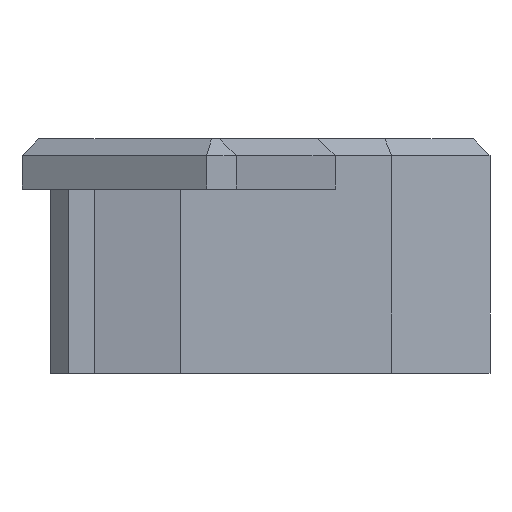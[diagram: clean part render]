
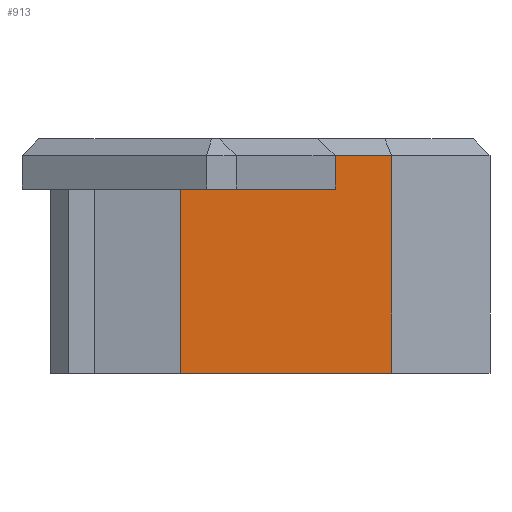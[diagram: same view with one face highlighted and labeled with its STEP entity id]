
A CAD part, front view. The second image highlights one B-rep face of the part: STEP entity #913.
In plain terms, the highlighted planar face has unit normal (0, -1, 0).
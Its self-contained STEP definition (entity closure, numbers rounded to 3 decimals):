
#66=FACE_OUTER_BOUND('',#118,.T.);
#118=EDGE_LOOP('',(#752,#753,#754,#755));
#170=LINE('',#1315,#289);
#233=LINE('',#1440,#352);
#235=LINE('',#1444,#354);
#236=LINE('',#1445,#355);
#289=VECTOR('',#1062,10.);
#352=VECTOR('',#1173,10.);
#354=VECTOR('',#1177,10.);
#355=VECTOR('',#1178,10.);
#398=VERTEX_POINT('',#1308);
#400=VERTEX_POINT('',#1314);
#438=VERTEX_POINT('',#1439);
#439=VERTEX_POINT('',#1443);
#486=EDGE_CURVE('',#400,#398,#170,.T.);
#549=EDGE_CURVE('',#438,#398,#233,.T.);
#551=EDGE_CURVE('',#439,#400,#235,.T.);
#552=EDGE_CURVE('',#439,#438,#236,.T.);
#752=ORIENTED_EDGE('',*,*,#486,.F.);
#753=ORIENTED_EDGE('',*,*,#551,.F.);
#754=ORIENTED_EDGE('',*,*,#552,.T.);
#755=ORIENTED_EDGE('',*,*,#549,.T.);
#864=PLANE('',#980);
#913=ADVANCED_FACE('',(#66),#864,.T.);
#980=AXIS2_PLACEMENT_3D('',#1442,#1175,#1176);
#1062=DIRECTION('',(1.,0.,0.));
#1173=DIRECTION('',(0.,0.,1.));
#1175=DIRECTION('center_axis',(0.,-1.,0.));
#1176=DIRECTION('ref_axis',(1.,0.,0.));
#1177=DIRECTION('',(0.,0.,1.));
#1178=DIRECTION('',(1.,0.,0.));
#1308=CARTESIAN_POINT('',(168.811,-65.15,19.85));
#1314=CARTESIAN_POINT('',(156.2,-65.15,19.85));
#1315=CARTESIAN_POINT('',(158.872,-65.15,19.85));
#1439=CARTESIAN_POINT('',(168.811,-65.15,6.85));
#1440=CARTESIAN_POINT('',(168.811,-65.15,6.85));
#1442=CARTESIAN_POINT('Origin',(156.2,-65.15,6.85));
#1443=CARTESIAN_POINT('',(156.2,-65.15,6.85));
#1444=CARTESIAN_POINT('',(156.2,-65.15,6.85));
#1445=CARTESIAN_POINT('',(156.2,-65.15,6.85));
